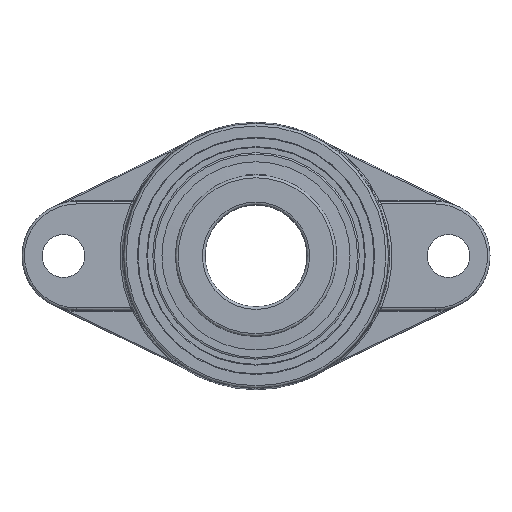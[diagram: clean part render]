
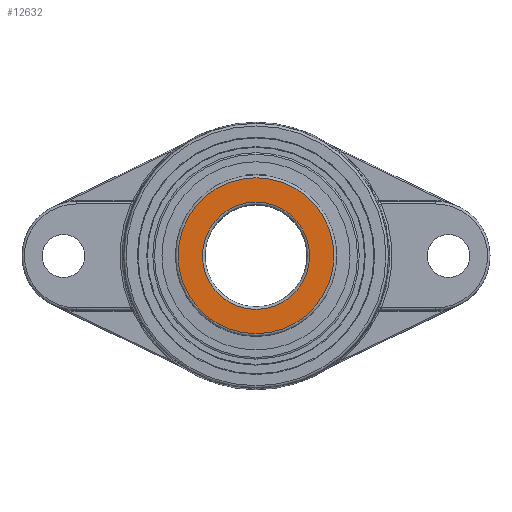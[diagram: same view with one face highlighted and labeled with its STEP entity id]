
A CAD part, top view. The second image highlights one B-rep face of the part: STEP entity #12632.
In plain terms, the highlighted face is planar.
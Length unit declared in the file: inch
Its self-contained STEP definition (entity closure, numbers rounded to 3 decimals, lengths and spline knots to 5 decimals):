
#12583=CARTESIAN_POINT('',(-0.78937,0.,0.));
#12584=VERTEX_POINT('',#12583);
#12594=CARTESIAN_POINT('',(0.,0.,0.));
#12595=DIRECTION('',(0.,0.,-1.));
#12596=DIRECTION('',(1.,-0.,0.));
#12597=AXIS2_PLACEMENT_3D('',#12594,#12595,#12596);
#12598=CIRCLE('',#12597,0.78937);
#12599=EDGE_CURVE('',#12584,#12584,#12598,.T.);
#12604=CARTESIAN_POINT('',(0.,0.,0.));
#12605=DIRECTION('',(0.,0.,1.));
#12606=DIRECTION('',(1.,-0.,0.));
#12607=AXIS2_PLACEMENT_3D('',#12604,#12605,#12606);
#12608=PLANE('',#12607);
#12609=CARTESIAN_POINT('',(-1.14763,0.,0.));
#12610=VERTEX_POINT('',#12609);
#12611=CARTESIAN_POINT('',(1.14763,-0.,0.));
#12612=VERTEX_POINT('',#12611);
#12613=CARTESIAN_POINT('',(0.,0.,0.));
#12614=DIRECTION('',(0.,0.,1.));
#12615=DIRECTION('',(-1.,0.,0.));
#12616=AXIS2_PLACEMENT_3D('',#12613,#12614,#12615);
#12617=CIRCLE('',#12616,1.14763);
#12618=EDGE_CURVE('',#12610,#12612,#12617,.T.);
#12619=ORIENTED_EDGE('',*,*,#12618,.F.);
#12620=CARTESIAN_POINT('',(0.,0.,0.));
#12621=DIRECTION('',(0.,0.,1.));
#12622=DIRECTION('',(-1.,0.,0.));
#12623=AXIS2_PLACEMENT_3D('',#12620,#12621,#12622);
#12624=CIRCLE('',#12623,1.14763);
#12625=EDGE_CURVE('',#12612,#12610,#12624,.T.);
#12626=ORIENTED_EDGE('',*,*,#12625,.F.);
#12627=EDGE_LOOP('',(#12619,#12626));
#12628=FACE_BOUND('',#12627,.T.);
#12629=ORIENTED_EDGE('',*,*,#12599,.F.);
#12630=EDGE_LOOP('',(#12629));
#12631=FACE_BOUND('',#12630,.T.);
#12632=ADVANCED_FACE('',(#12628,#12631),#12608,.F.);
